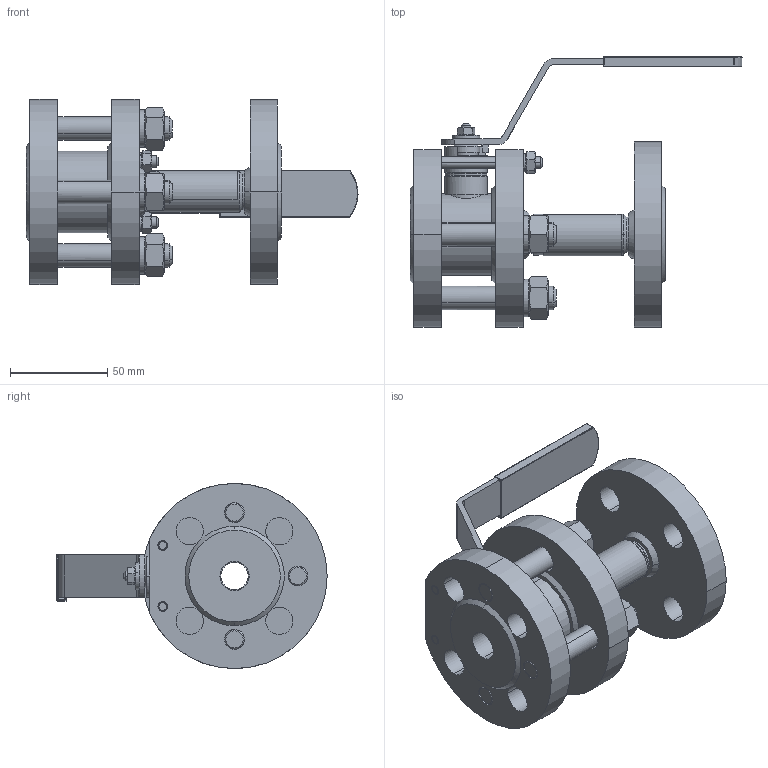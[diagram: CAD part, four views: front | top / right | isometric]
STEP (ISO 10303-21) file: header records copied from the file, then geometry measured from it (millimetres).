
FILE_DESCRIPTION((''),'2;1');
FILE_NAME('ÔÁ39 210 015 900.stp','2012-01-31T11:11:31',('Ãîíòàðåâ ÏÃ'),(''),'Autodesk Inventor 9','Autodesk Inventor 9','');
FILE_SCHEMA(('CONFIG_CONTROL_DESIGN'));
Length unit declared in the file: millimetre
Products named in the file (1): 埡39 210 015 900
Bounding box: 170.33 x 138.64 x 95 mm (x, y, z)
Volume: 359728.7 mm3; surface area: 102776.5 mm2
Topology: 1 solids, 8 shells, 585 faces, 1533 edges, 979 vertices
Faces by surface type: cylinder 187, plane 185, cone 94, bspline 83, torus 22, sphere 14
Entity records: 19705 total; most frequent: CARTESIAN_POINT 5093, DIRECTION 3228, ORIENTED_EDGE 3038, EDGE_CURVE 1519, AXIS2_PLACEMENT_3D 1338, VERTEX_POINT 977, CIRCLE 787, EDGE_LOOP 673
